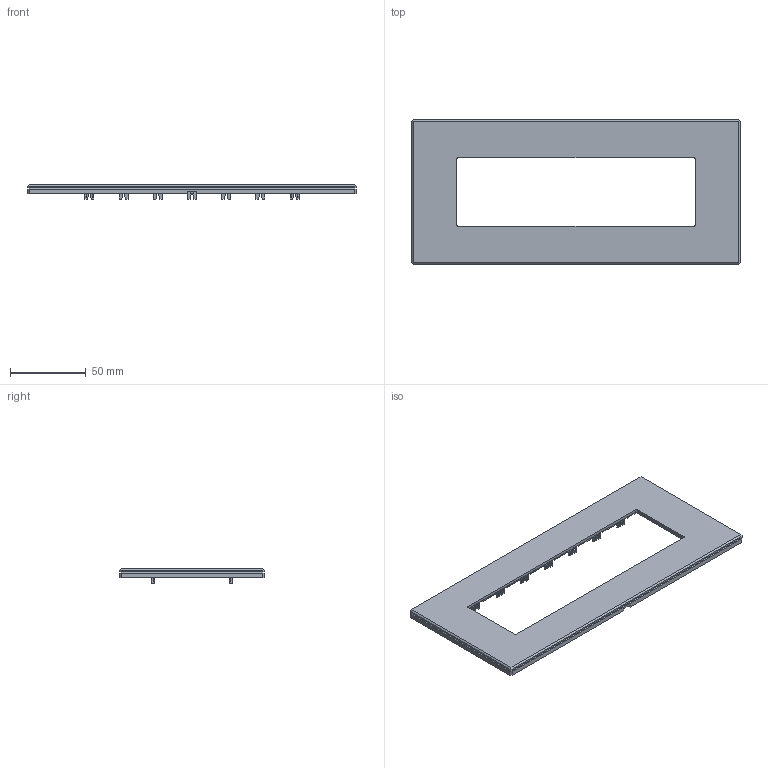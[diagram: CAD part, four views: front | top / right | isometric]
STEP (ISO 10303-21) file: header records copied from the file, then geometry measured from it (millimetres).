
FILE_DESCRIPTION (( 'STEP AP214' ), '1' );
FILE_NAME ('Vitrum-SEVEN-WAY-20250610.STEP', '2025-06-10T03:42:59', ( 'admin' ), ( '' ), 'SwSTEP 2.0', 'SolidWorks 2018', '' );
FILE_SCHEMA (( 'AUTOMOTIVE_DESIGN' ));
Length unit declared in the file: millimetre
Products named in the file (3): Vitrum七位玻璃边框-20191213; Vitrum-SEVEN-WAY-20250610; Vitrum七位边框衬板-20191213
Assembly tree (2 placements, depth 2):
  Vitrum-SEVEN-WAY-20250610
    Vitrum七位玻璃边框-20191213
    Vitrum七位边框衬板-20191213
Bounding box: 216 x 95 x 9.4 mm (x, y, z)
Volume: 46600.3 mm3; surface area: 60671.6 mm2
Topology: 2 solids, 2 shells, 1796 faces, 5180 edges, 3444 vertices
Faces by surface type: plane 1499, bspline 233, cylinder 44, torus 20
Entity records: 71309 total; most frequent: CARTESIAN_POINT 25186, ORIENTED_EDGE 10360, DIRECTION 7978, EDGE_CURVE 5180, LINE 4554, VECTOR 4554, VERTEX_POINT 3444, EDGE_LOOP 1884
